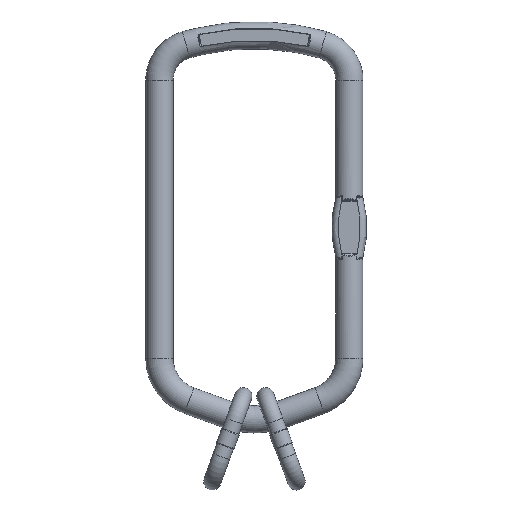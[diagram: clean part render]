
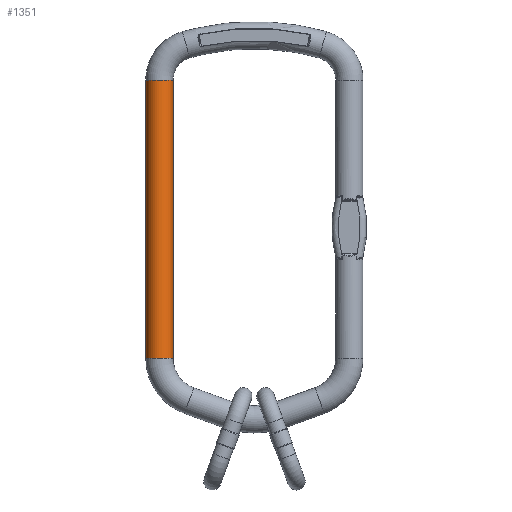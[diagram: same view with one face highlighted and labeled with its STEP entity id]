
A CAD part, left-side view. The second image highlights one B-rep face of the part: STEP entity #1351.
In plain terms, the highlighted cylindrical face has radius 13 mm (diameter 26 mm), a full revolution.
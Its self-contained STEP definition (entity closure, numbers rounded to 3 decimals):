
#1351=ADVANCED_FACE('',(#1681,#1682),#1618,.T.);
#1618=CYLINDRICAL_SURFACE('',#4993,13.);
#1681=FACE_BOUND('',#1799,.T.);
#1682=FACE_BOUND('',#1800,.T.);
#1799=EDGE_LOOP('',(#2429));
#1800=EDGE_LOOP('',(#2430));
#2429=ORIENTED_EDGE('',*,*,#4185,.T.);
#2430=ORIENTED_EDGE('',*,*,#4186,.F.);
#3689=VERTEX_POINT('',#8446);
#3690=VERTEX_POINT('',#8448);
#4185=EDGE_CURVE('',#3689,#3689,#4748,.T.);
#4186=EDGE_CURVE('',#3690,#3690,#4749,.T.);
#4748=CIRCLE('',#4991,13.);
#4749=CIRCLE('',#4992,13.);
#4991=AXIS2_PLACEMENT_3D('',#8445,#5490,#5491);
#4992=AXIS2_PLACEMENT_3D('',#8447,#5492,#5493);
#4993=AXIS2_PLACEMENT_3D('',#8449,#5494,#5495);
#5490=DIRECTION('',(0.,0.,1.));
#5491=DIRECTION('',(0.,1.,0.));
#5492=DIRECTION('',(0.,0.,1.));
#5493=DIRECTION('',(0.,1.,0.));
#5494=DIRECTION('',(0.,0.,-1.));
#5495=DIRECTION('',(-1.,0.,0.));
#8445=CARTESIAN_POINT('',(0.,90.5,-124.637));
#8446=CARTESIAN_POINT('',(0.,103.5,-124.637));
#8447=CARTESIAN_POINT('',(0.,90.5,140.266));
#8448=CARTESIAN_POINT('',(0.,103.5,140.266));
#8449=CARTESIAN_POINT('',(0.,90.5,140.266));
